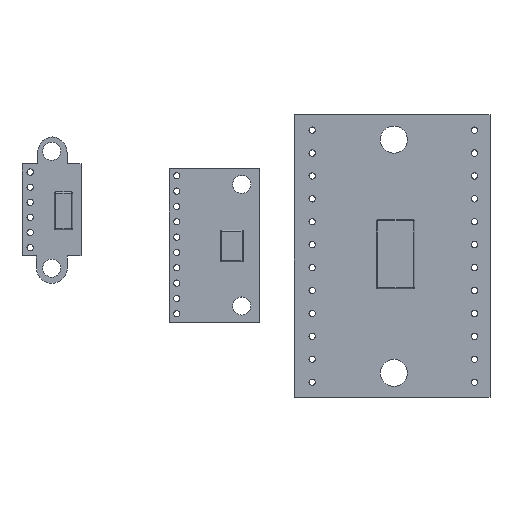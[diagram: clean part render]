
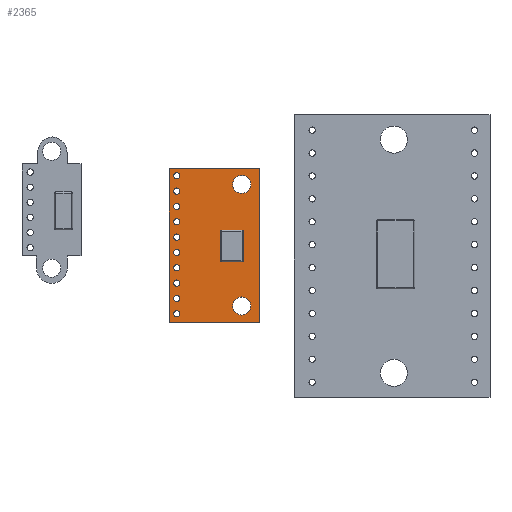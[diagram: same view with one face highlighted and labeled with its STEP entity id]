
A CAD part, top view. The second image highlights one B-rep face of the part: STEP entity #2365.
In plain terms, the highlighted planar face has unit normal (0, 0, 1).
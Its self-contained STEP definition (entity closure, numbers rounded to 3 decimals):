
#86=FACE_BOUND('',#480,.T.);
#87=FACE_BOUND('',#481,.T.);
#88=FACE_BOUND('',#482,.T.);
#89=FACE_BOUND('',#483,.T.);
#90=FACE_BOUND('',#484,.T.);
#91=FACE_BOUND('',#485,.T.);
#92=FACE_BOUND('',#486,.T.);
#93=FACE_BOUND('',#487,.T.);
#94=FACE_BOUND('',#488,.T.);
#95=FACE_BOUND('',#489,.T.);
#96=FACE_BOUND('',#490,.T.);
#97=FACE_BOUND('',#491,.T.);
#98=FACE_BOUND('',#492,.T.);
#147=PLANE('',#2654);
#284=FACE_OUTER_BOUND('',#479,.T.);
#479=EDGE_LOOP('',(#2071,#2072,#2073,#2074));
#480=EDGE_LOOP('',(#2075));
#481=EDGE_LOOP('',(#2076));
#482=EDGE_LOOP('',(#2077,#2078,#2079,#2080,#2081,#2082,#2083,#2084));
#483=EDGE_LOOP('',(#2085));
#484=EDGE_LOOP('',(#2086));
#485=EDGE_LOOP('',(#2087));
#486=EDGE_LOOP('',(#2088));
#487=EDGE_LOOP('',(#2089));
#488=EDGE_LOOP('',(#2090));
#489=EDGE_LOOP('',(#2091));
#490=EDGE_LOOP('',(#2092));
#491=EDGE_LOOP('',(#2093));
#492=EDGE_LOOP('',(#2094));
#629=LINE('',#3847,#793);
#636=LINE('',#3868,#800);
#640=LINE('',#3887,#804);
#660=LINE('',#3982,#824);
#663=LINE('',#3988,#827);
#666=LINE('',#3994,#830);
#669=LINE('',#3998,#833);
#670=LINE('',#4000,#834);
#793=VECTOR('',#3191,10.);
#800=VECTOR('',#3214,10.);
#804=VECTOR('',#3236,10.);
#824=VECTOR('',#3346,10.);
#827=VECTOR('',#3351,10.);
#830=VECTOR('',#3356,10.);
#833=VECTOR('',#3361,10.);
#834=VECTOR('',#3364,10.);
#943=CIRCLE('',#2583,0.125);
#947=CIRCLE('',#2590,0.125);
#951=CIRCLE('',#2598,0.125);
#958=CIRCLE('',#2610,0.125);
#959=CIRCLE('',#2615,0.35);
#961=CIRCLE('',#2618,0.35);
#963=CIRCLE('',#2621,0.35);
#965=CIRCLE('',#2624,0.35);
#967=CIRCLE('',#2627,0.35);
#969=CIRCLE('',#2630,0.35);
#971=CIRCLE('',#2633,0.35);
#973=CIRCLE('',#2636,0.35);
#975=CIRCLE('',#2639,0.35);
#977=CIRCLE('',#2642,1.);
#979=CIRCLE('',#2645,0.35);
#981=CIRCLE('',#2648,1.);
#1127=VERTEX_POINT('',#3833);
#1128=VERTEX_POINT('',#3834);
#1132=VERTEX_POINT('',#3846);
#1134=VERTEX_POINT('',#3852);
#1135=VERTEX_POINT('',#3853);
#1139=VERTEX_POINT('',#3870);
#1144=VERTEX_POINT('',#3886);
#1146=VERTEX_POINT('',#3894);
#1147=VERTEX_POINT('',#3904);
#1149=VERTEX_POINT('',#3910);
#1151=VERTEX_POINT('',#3916);
#1153=VERTEX_POINT('',#3922);
#1155=VERTEX_POINT('',#3928);
#1157=VERTEX_POINT('',#3934);
#1159=VERTEX_POINT('',#3940);
#1161=VERTEX_POINT('',#3946);
#1163=VERTEX_POINT('',#3952);
#1165=VERTEX_POINT('',#3958);
#1167=VERTEX_POINT('',#3964);
#1169=VERTEX_POINT('',#3970);
#1173=VERTEX_POINT('',#3979);
#1174=VERTEX_POINT('',#3981);
#1176=VERTEX_POINT('',#3987);
#1178=VERTEX_POINT('',#3993);
#1407=EDGE_CURVE('',#1127,#1128,#943,.F.);
#1413=EDGE_CURVE('',#1128,#1132,#629,.T.);
#1416=EDGE_CURVE('',#1134,#1135,#947,.F.);
#1424=EDGE_CURVE('',#1135,#1127,#636,.T.);
#1425=EDGE_CURVE('',#1132,#1139,#951,.F.);
#1433=EDGE_CURVE('',#1139,#1144,#640,.T.);
#1437=EDGE_CURVE('',#1144,#1146,#958,.F.);
#1442=EDGE_CURVE('',#1147,#1147,#959,.T.);
#1445=EDGE_CURVE('',#1149,#1149,#961,.T.);
#1448=EDGE_CURVE('',#1151,#1151,#963,.T.);
#1451=EDGE_CURVE('',#1153,#1153,#965,.T.);
#1454=EDGE_CURVE('',#1155,#1155,#967,.T.);
#1457=EDGE_CURVE('',#1157,#1157,#969,.T.);
#1460=EDGE_CURVE('',#1159,#1159,#971,.T.);
#1463=EDGE_CURVE('',#1161,#1161,#973,.T.);
#1466=EDGE_CURVE('',#1163,#1163,#975,.T.);
#1469=EDGE_CURVE('',#1165,#1165,#977,.T.);
#1472=EDGE_CURVE('',#1167,#1167,#979,.T.);
#1475=EDGE_CURVE('',#1169,#1169,#981,.T.);
#1480=EDGE_CURVE('',#1174,#1173,#660,.T.);
#1483=EDGE_CURVE('',#1176,#1174,#663,.T.);
#1486=EDGE_CURVE('',#1178,#1176,#666,.T.);
#1489=EDGE_CURVE('',#1173,#1178,#669,.T.);
#1490=EDGE_CURVE('',#1146,#1134,#670,.T.);
#2071=ORIENTED_EDGE('',*,*,#1489,.T.);
#2072=ORIENTED_EDGE('',*,*,#1486,.T.);
#2073=ORIENTED_EDGE('',*,*,#1483,.T.);
#2074=ORIENTED_EDGE('',*,*,#1480,.T.);
#2075=ORIENTED_EDGE('',*,*,#1475,.T.);
#2076=ORIENTED_EDGE('',*,*,#1472,.T.);
#2077=ORIENTED_EDGE('',*,*,#1407,.F.);
#2078=ORIENTED_EDGE('',*,*,#1424,.F.);
#2079=ORIENTED_EDGE('',*,*,#1416,.F.);
#2080=ORIENTED_EDGE('',*,*,#1490,.F.);
#2081=ORIENTED_EDGE('',*,*,#1437,.F.);
#2082=ORIENTED_EDGE('',*,*,#1433,.F.);
#2083=ORIENTED_EDGE('',*,*,#1425,.F.);
#2084=ORIENTED_EDGE('',*,*,#1413,.F.);
#2085=ORIENTED_EDGE('',*,*,#1469,.T.);
#2086=ORIENTED_EDGE('',*,*,#1466,.T.);
#2087=ORIENTED_EDGE('',*,*,#1463,.T.);
#2088=ORIENTED_EDGE('',*,*,#1460,.T.);
#2089=ORIENTED_EDGE('',*,*,#1457,.T.);
#2090=ORIENTED_EDGE('',*,*,#1454,.T.);
#2091=ORIENTED_EDGE('',*,*,#1451,.T.);
#2092=ORIENTED_EDGE('',*,*,#1448,.T.);
#2093=ORIENTED_EDGE('',*,*,#1445,.T.);
#2094=ORIENTED_EDGE('',*,*,#1442,.T.);
#2365=ADVANCED_FACE('',(#284,#86,#87,#88,#89,#90,#91,#92,#93,#94,#95,#96,
#97,#98),#147,.T.);
#2583=AXIS2_PLACEMENT_3D('',#3835,#3177,#3178);
#2590=AXIS2_PLACEMENT_3D('',#3854,#3196,#3197);
#2598=AXIS2_PLACEMENT_3D('',#3871,#3217,#3218);
#2610=AXIS2_PLACEMENT_3D('',#3895,#3246,#3247);
#2615=AXIS2_PLACEMENT_3D('',#3905,#3260,#3261);
#2618=AXIS2_PLACEMENT_3D('',#3911,#3267,#3268);
#2621=AXIS2_PLACEMENT_3D('',#3917,#3274,#3275);
#2624=AXIS2_PLACEMENT_3D('',#3923,#3281,#3282);
#2627=AXIS2_PLACEMENT_3D('',#3929,#3288,#3289);
#2630=AXIS2_PLACEMENT_3D('',#3935,#3295,#3296);
#2633=AXIS2_PLACEMENT_3D('',#3941,#3302,#3303);
#2636=AXIS2_PLACEMENT_3D('',#3947,#3309,#3310);
#2639=AXIS2_PLACEMENT_3D('',#3953,#3316,#3317);
#2642=AXIS2_PLACEMENT_3D('',#3959,#3323,#3324);
#2645=AXIS2_PLACEMENT_3D('',#3965,#3330,#3331);
#2648=AXIS2_PLACEMENT_3D('',#3971,#3337,#3338);
#2654=AXIS2_PLACEMENT_3D('',#3999,#3362,#3363);
#3177=DIRECTION('center_axis',(0.,0.,-1.));
#3178=DIRECTION('ref_axis',(0.707,0.707,0.));
#3191=DIRECTION('',(-1.,0.,0.));
#3196=DIRECTION('center_axis',(0.,0.,-1.));
#3197=DIRECTION('ref_axis',(0.707,-0.707,0.));
#3214=DIRECTION('',(0.,1.,0.));
#3217=DIRECTION('center_axis',(0.,0.,-1.));
#3218=DIRECTION('ref_axis',(-0.707,0.707,0.));
#3236=DIRECTION('',(0.,-1.,0.));
#3246=DIRECTION('center_axis',(0.,0.,-1.));
#3247=DIRECTION('ref_axis',(-0.707,-0.707,0.));
#3260=DIRECTION('center_axis',(0.,0.,-1.));
#3261=DIRECTION('ref_axis',(1.,0.,0.));
#3267=DIRECTION('center_axis',(0.,0.,-1.));
#3268=DIRECTION('ref_axis',(1.,0.,0.));
#3274=DIRECTION('center_axis',(0.,0.,-1.));
#3275=DIRECTION('ref_axis',(1.,0.,0.));
#3281=DIRECTION('center_axis',(0.,0.,-1.));
#3282=DIRECTION('ref_axis',(1.,0.,0.));
#3288=DIRECTION('center_axis',(0.,0.,-1.));
#3289=DIRECTION('ref_axis',(1.,0.,0.));
#3295=DIRECTION('center_axis',(0.,0.,-1.));
#3296=DIRECTION('ref_axis',(1.,0.,0.));
#3302=DIRECTION('center_axis',(0.,0.,-1.));
#3303=DIRECTION('ref_axis',(1.,0.,0.));
#3309=DIRECTION('center_axis',(0.,0.,-1.));
#3310=DIRECTION('ref_axis',(1.,0.,0.));
#3316=DIRECTION('center_axis',(0.,0.,-1.));
#3317=DIRECTION('ref_axis',(1.,0.,0.));
#3323=DIRECTION('center_axis',(0.,0.,-1.));
#3324=DIRECTION('ref_axis',(1.,0.,0.));
#3330=DIRECTION('center_axis',(0.,0.,-1.));
#3331=DIRECTION('ref_axis',(1.,0.,0.));
#3337=DIRECTION('center_axis',(0.,0.,-1.));
#3338=DIRECTION('ref_axis',(1.,0.,0.));
#3346=DIRECTION('',(0.,-1.,0.));
#3351=DIRECTION('',(-1.,0.,0.));
#3356=DIRECTION('',(0.,1.,0.));
#3361=DIRECTION('',(1.,0.,0.));
#3362=DIRECTION('center_axis',(0.,0.,1.));
#3363=DIRECTION('ref_axis',(1.,0.,0.));
#3364=DIRECTION('',(1.,0.,0.));
#3833=CARTESIAN_POINT('',(-17.,0.875,1.6));
#3834=CARTESIAN_POINT('',(-17.125,1.,1.6));
#3835=CARTESIAN_POINT('Origin',(-17.125,0.875,1.6));
#3846=CARTESIAN_POINT('',(-19.375,1.,1.6));
#3847=CARTESIAN_POINT('',(-18.604,1.,1.6));
#3852=CARTESIAN_POINT('',(-17.125,-2.5,1.6));
#3853=CARTESIAN_POINT('',(-17.,-2.375,1.6));
#3854=CARTESIAN_POINT('Origin',(-17.125,-2.375,1.6));
#3868=CARTESIAN_POINT('',(-17.,-1.602,1.6));
#3870=CARTESIAN_POINT('',(-19.5,0.875,1.6));
#3871=CARTESIAN_POINT('Origin',(-19.375,0.875,1.6));
#3886=CARTESIAN_POINT('',(-19.5,-2.375,1.6));
#3887=CARTESIAN_POINT('',(-19.5,0.148,1.6));
#3894=CARTESIAN_POINT('',(-19.375,-2.5,1.6));
#3895=CARTESIAN_POINT('Origin',(-19.375,-2.375,1.6));
#3904=CARTESIAN_POINT('',(-24.707,1.934,1.6));
#3905=CARTESIAN_POINT('Origin',(-24.357,1.934,1.6));
#3910=CARTESIAN_POINT('',(-24.707,0.234,1.6));
#3911=CARTESIAN_POINT('Origin',(-24.357,0.234,1.6));
#3916=CARTESIAN_POINT('',(-24.707,-4.866,1.6));
#3917=CARTESIAN_POINT('Origin',(-24.357,-4.866,1.6));
#3922=CARTESIAN_POINT('',(-24.707,-8.266,1.6));
#3923=CARTESIAN_POINT('Origin',(-24.357,-8.266,1.6));
#3928=CARTESIAN_POINT('',(-24.707,-1.466,1.6));
#3929=CARTESIAN_POINT('Origin',(-24.357,-1.466,1.6));
#3934=CARTESIAN_POINT('',(-24.707,3.634,1.6));
#3935=CARTESIAN_POINT('Origin',(-24.357,3.634,1.6));
#3940=CARTESIAN_POINT('',(-24.707,-6.566,1.6));
#3941=CARTESIAN_POINT('Origin',(-24.357,-6.566,1.6));
#3946=CARTESIAN_POINT('',(-24.707,-3.166,1.6));
#3947=CARTESIAN_POINT('Origin',(-24.357,-3.166,1.6));
#3952=CARTESIAN_POINT('',(-24.707,7.034,1.6));
#3953=CARTESIAN_POINT('Origin',(-24.357,7.034,1.6));
#3958=CARTESIAN_POINT('',(-18.164,6.073,1.6));
#3959=CARTESIAN_POINT('Origin',(-17.164,6.073,1.6));
#3964=CARTESIAN_POINT('',(-24.707,5.334,1.6));
#3965=CARTESIAN_POINT('Origin',(-24.357,5.334,1.6));
#3970=CARTESIAN_POINT('',(-18.164,-7.404,1.6));
#3971=CARTESIAN_POINT('Origin',(-17.164,-7.404,1.6));
#3979=CARTESIAN_POINT('',(-25.208,-9.204,1.6));
#3981=CARTESIAN_POINT('',(-25.208,7.796,1.6));
#3982=CARTESIAN_POINT('',(-25.208,-9.204,1.6));
#3987=CARTESIAN_POINT('',(-15.208,7.796,1.6));
#3988=CARTESIAN_POINT('',(-25.208,7.796,1.6));
#3993=CARTESIAN_POINT('',(-15.208,-9.204,1.6));
#3994=CARTESIAN_POINT('',(-15.208,7.796,1.6));
#3998=CARTESIAN_POINT('',(-15.208,-9.204,1.6));
#3999=CARTESIAN_POINT('Origin',(-20.208,-0.704,1.6));
#4000=CARTESIAN_POINT('',(-19.854,-2.5,1.6));
